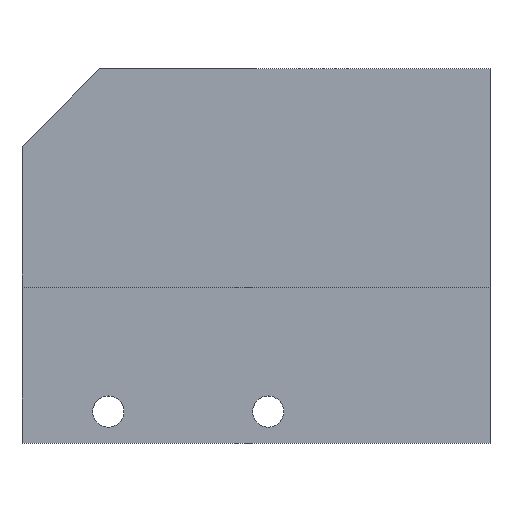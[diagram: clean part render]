
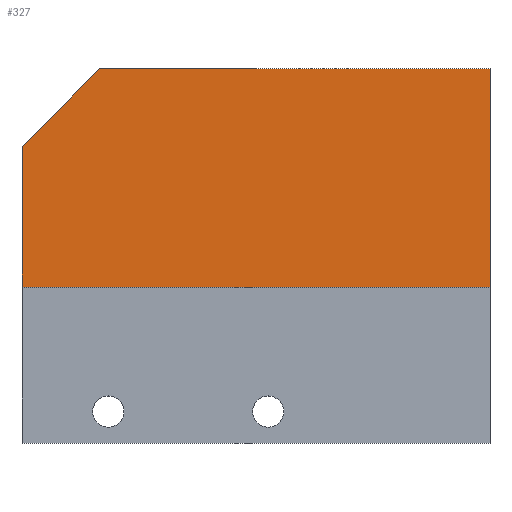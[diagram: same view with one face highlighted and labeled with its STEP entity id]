
A CAD part, top view. The second image highlights one B-rep face of the part: STEP entity #327.
In plain terms, the highlighted planar face has unit normal (0, 0, 1).
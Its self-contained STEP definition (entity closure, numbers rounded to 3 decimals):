
#36=CARTESIAN_POINT('Line Origine',(9.525,6.35,7.62)) ;
#40=CARTESIAN_POINT('Vertex',(0.,6.35,7.62)) ;
#42=CARTESIAN_POINT('Vertex',(19.05,6.35,7.62)) ;
#246=CARTESIAN_POINT('Vertex',(19.05,15.24,7.62)) ;
#249=CARTESIAN_POINT('Line Origine',(19.05,10.795,7.62)) ;
#277=CARTESIAN_POINT('Line Origine',(11.113,15.24,7.62)) ;
#281=CARTESIAN_POINT('Vertex',(3.175,15.24,7.62)) ;
#303=CARTESIAN_POINT('Axis2P3D Location',(0.,6.35,7.62)) ;
#308=CARTESIAN_POINT('Line Origine',(1.588,13.653,7.62)) ;
#312=CARTESIAN_POINT('Vertex',(0.,12.065,7.62)) ;
#315=CARTESIAN_POINT('Line Origine',(0.,9.207,7.62)) ;
#38=VECTOR('Line Direction',#37,1.) ;
#251=VECTOR('Line Direction',#250,1.) ;
#279=VECTOR('Line Direction',#278,1.) ;
#310=VECTOR('Line Direction',#309,1.) ;
#317=VECTOR('Line Direction',#316,1.) ;
#37=DIRECTION('Vector Direction',(1.,0.,0.)) ;
#250=DIRECTION('Vector Direction',(0.,1.,0.)) ;
#278=DIRECTION('Vector Direction',(1.,0.,0.)) ;
#304=DIRECTION('Axis2P3D Direction',(0.,0.,-1.)) ;
#305=DIRECTION('Axis2P3D XDirection',(0.,1.,0.)) ;
#309=DIRECTION('Vector Direction',(-0.707,-0.707,0.)) ;
#316=DIRECTION('Vector Direction',(0.,1.,0.)) ;
#306=AXIS2_PLACEMENT_3D('Plane Axis2P3D',#303,#304,#305) ;
#39=LINE('Line',#36,#38) ;
#252=LINE('Line',#249,#251) ;
#280=LINE('Line',#277,#279) ;
#311=LINE('Line',#308,#310) ;
#318=LINE('Line',#315,#317) ;
#307=PLANE('',#306) ;
#44=EDGE_CURVE('',#41,#43,#39,.T.) ;
#253=EDGE_CURVE('',#247,#43,#252,.F.) ;
#283=EDGE_CURVE('',#282,#247,#280,.T.) ;
#314=EDGE_CURVE('',#313,#282,#311,.F.) ;
#319=EDGE_CURVE('',#313,#41,#318,.F.) ;
#321=ORIENTED_EDGE('',*,*,#314,.F.) ;
#322=ORIENTED_EDGE('',*,*,#319,.T.) ;
#323=ORIENTED_EDGE('',*,*,#44,.T.) ;
#324=ORIENTED_EDGE('',*,*,#253,.F.) ;
#325=ORIENTED_EDGE('',*,*,#283,.F.) ;
#320=EDGE_LOOP('',(#321,#322,#323,#324,#325)) ;
#41=VERTEX_POINT('',#40) ;
#43=VERTEX_POINT('',#42) ;
#247=VERTEX_POINT('',#246) ;
#282=VERTEX_POINT('',#281) ;
#313=VERTEX_POINT('',#312) ;
#327=ADVANCED_FACE('PartBody',(#326),#307,.F.) ;
#326=FACE_OUTER_BOUND('',#320,.T.) ;
